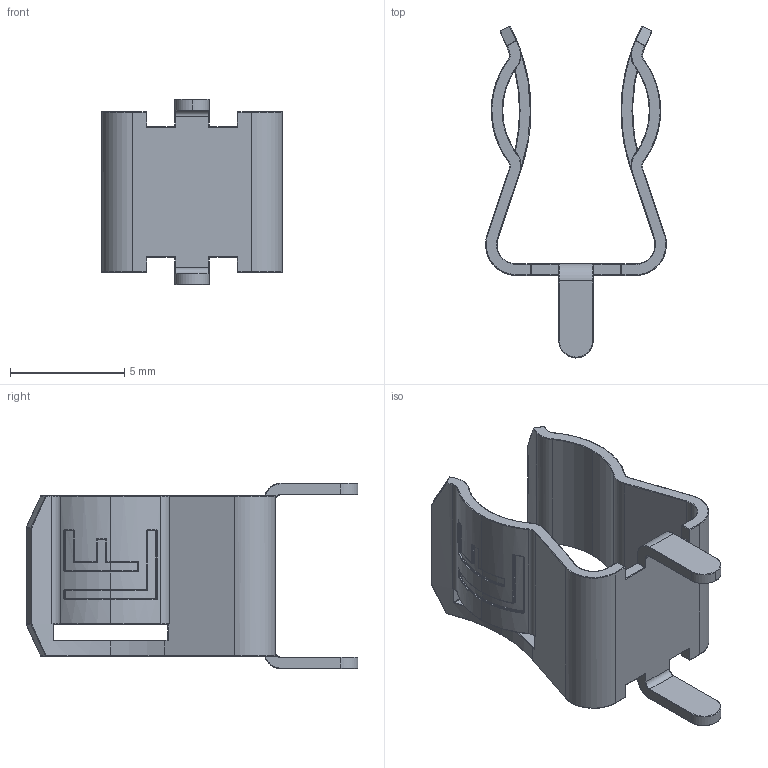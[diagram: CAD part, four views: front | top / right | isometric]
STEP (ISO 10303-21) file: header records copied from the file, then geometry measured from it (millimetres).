
FILE_DESCRIPTION (( 'STEP AP214' ), '1' );
FILE_NAME ('User Library-LF-102071.STEP', '2021-05-19T18:38:21', ( '' ), ( '' ), 'SwSTEP 2.0', 'SolidWorks 2020', '' );
FILE_SCHEMA (( 'AUTOMOTIVE_DESIGN' ));
Length unit declared in the file: millimetre
Products named in the file (1): User Library-LF-102071
Bounding box: 7.9 x 14.49 x 8.1 mm (x, y, z)
Volume: 99.2 mm3; surface area: 454.5 mm2
Topology: 1 solids, 1 shells, 439 faces, 1045 edges, 558 vertices
Faces by surface type: bspline 212, cylinder 171, plane 56
Entity records: 20568 total; most frequent: CARTESIAN_POINT 7232, ORIENTED_EDGE 1998, DIRECTION 1477, EDGE_CURVE 999, AXIS2_PLACEMENT_3D 580, VERTEX_POINT 558, UNCERTAINTY_MEASURE_WITH_UNIT 442, MECHANICAL_DESIGN_GEOMETRIC_PRESENTATION_REPRESENTATION 441
